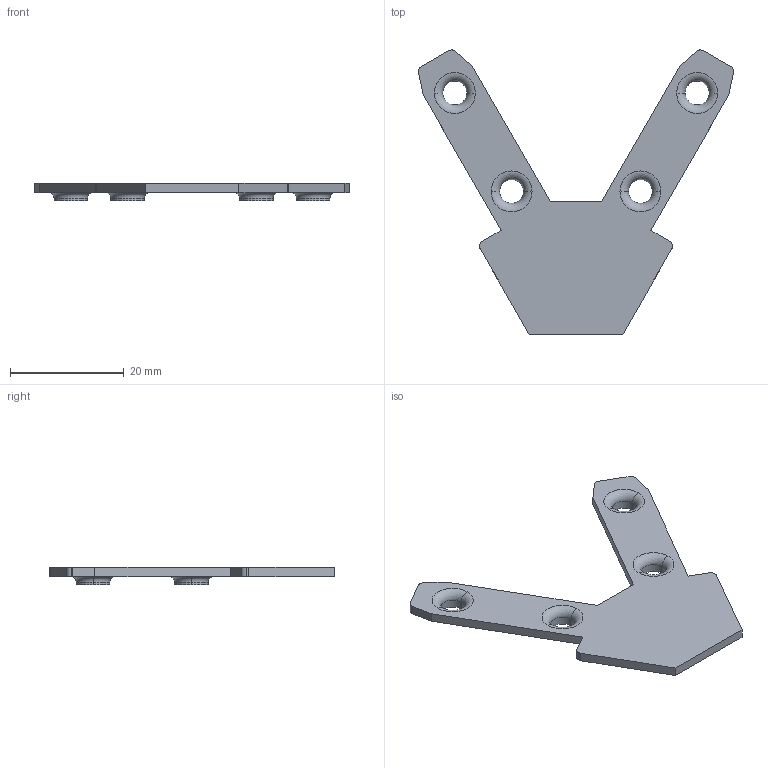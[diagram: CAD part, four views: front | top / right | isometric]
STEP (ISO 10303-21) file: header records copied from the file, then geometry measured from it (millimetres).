
FILE_DESCRIPTION (( 'STEP AP214' ), '1' );
FILE_NAME ('A377 Âíóòðåííèé ñîåäèíèòåëü 60 ãðàäóñîâ, ïàç 6.STEP', '2020-05-19T11:18:51', ( 'Ñòàñ' ), ( '' ), 'SwSTEP 2.0', 'SolidWorks 2020', '' );
FILE_SCHEMA (( 'AUTOMOTIVE_DESIGN' ));
Length unit declared in the file: millimetre
Products named in the file (1): A377 Âíóòðåííèé ñîåäèíèòåëü 60 ãðàäóñîâ, ïàç 6
Bounding box: 55.46 x 50 x 3 mm (x, y, z)
Volume: 1884.2 mm3; surface area: 2819.5 mm2
Topology: 1 solids, 1 shells, 62 faces, 152 edges, 96 vertices
Faces by surface type: cylinder 24, plane 22, torus 16
Entity records: 1986 total; most frequent: DIRECTION 358, CARTESIAN_POINT 311, ORIENTED_EDGE 304, EDGE_CURVE 152, AXIS2_PLACEMENT_3D 143, VERTEX_POINT 96, CIRCLE 80, EDGE_LOOP 74
